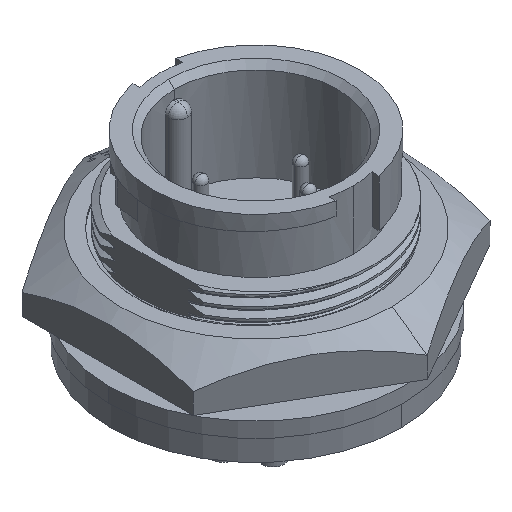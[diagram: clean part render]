
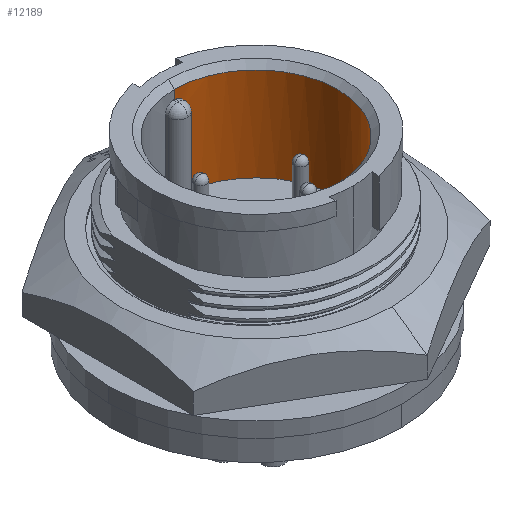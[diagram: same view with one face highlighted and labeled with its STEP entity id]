
A CAD part, isometric view. The second image highlights one B-rep face of the part: STEP entity #12189.
In plain terms, the highlighted cylindrical face has radius 6.985 mm (diameter 13.97 mm), a partial arc.
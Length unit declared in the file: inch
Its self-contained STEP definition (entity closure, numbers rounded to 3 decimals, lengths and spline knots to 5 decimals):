
#465 = DIRECTION ( 'NONE',  ( 0., -1., 0. ) ) ;
#622 = ORIENTED_EDGE ( 'NONE', *, *, #13878, .F. ) ;
#677 = ORIENTED_EDGE ( 'NONE', *, *, #2077, .T. ) ;
#1067 = CARTESIAN_POINT ( 'NONE',  ( 0.0325, 0.27307, -0.08 ) ) ;
#1314 = EDGE_CURVE ( 'NONE', #14029, #19642, #2702, .T. ) ;
#1362 = CARTESIAN_POINT ( 'NONE',  ( 0., 0., 0. ) ) ;
#1580 = CARTESIAN_POINT ( 'NONE',  ( 0.0325, 0.27307, -0.335 ) ) ;
#1582 = CARTESIAN_POINT ( 'NONE',  ( 0., 0., -0.05 ) ) ;
#2077 = EDGE_CURVE ( 'NONE', #6655, #16273, #16032, .T. ) ;
#2137 = CARTESIAN_POINT ( 'NONE',  ( 0.0025, 0.27499, -0.05 ) ) ;
#2543 = EDGE_CURVE ( 'NONE', #19642, #19840, #6265, .T. ) ;
#2574 = DIRECTION ( 'NONE',  ( 0., 0., 1. ) ) ;
#2702 = LINE ( 'NONE', #18885, #20513 ) ;
#2720 = CARTESIAN_POINT ( 'NONE',  ( 0.01036, 0.27483, -0.05078 ) ) ;
#3330 = DIRECTION ( 'NONE',  ( 0., 1., 0. ) ) ;
#3586 = AXIS2_PLACEMENT_3D ( 'NONE', #1362, #20322, #8200 ) ;
#3836 = CARTESIAN_POINT ( 'NONE',  ( 0., -0.275, -0.02 ) ) ;
#4224 = DIRECTION ( 'NONE',  ( 0., 0., 1. ) ) ;
#4608 = CIRCLE ( 'NONE', #12198, 0.275 ) ;
#4845 = ORIENTED_EDGE ( 'NONE', *, *, #16011, .F. ) ;
#6265 = CIRCLE ( 'NONE', #10601, 0.275 ) ;
#6655 = VERTEX_POINT ( 'NONE', #2137 ) ;
#6950 = EDGE_CURVE ( 'NONE', #16273, #12290, #12398, .T. ) ;
#7614 = ORIENTED_EDGE ( 'NONE', *, *, #1314, .T. ) ;
#7736 = VECTOR ( 'NONE', #4224, 39.37008 ) ;
#7774 = CARTESIAN_POINT ( 'NONE',  ( 0., 0.275, -0.02 ) ) ;
#7797 = VECTOR ( 'NONE', #20599, 39.37008 ) ;
#7888 = CARTESIAN_POINT ( 'NONE',  ( 0.0025, 0.27499, -0.05 ) ) ;
#7934 = CARTESIAN_POINT ( 'NONE',  ( 0.0325, 0.27307, -0.08 ) ) ;
#8191 = ORIENTED_EDGE ( 'NONE', *, *, #2543, .T. ) ;
#8200 = DIRECTION ( 'NONE',  ( 0., -1., 0. ) ) ;
#8873 = CYLINDRICAL_SURFACE ( 'NONE', #3586, 0.275 ) ;
#9631 = CARTESIAN_POINT ( 'NONE',  ( 0.02094, 0.27422, -0.05602 ) ) ;
#9638 = CARTESIAN_POINT ( 'NONE',  ( 0., 0.275, 0. ) ) ;
#10302 = EDGE_LOOP ( 'NONE', ( #4845, #18347, #677, #12714, #622, #7614, #8191 ) ) ;
#10445 = VERTEX_POINT ( 'NONE', #14563 ) ;
#10601 = AXIS2_PLACEMENT_3D ( 'NONE', #21113, #10761, #465 ) ;
#10691 = EDGE_CURVE ( 'NONE', #10445, #6655, #4608, .T. ) ;
#10761 = DIRECTION ( 'NONE',  ( 0., 0., 1. ) ) ;
#11062 = AXIS2_PLACEMENT_3D ( 'NONE', #12861, #2574, #14627 ) ;
#11370 = CARTESIAN_POINT ( 'NONE',  ( 0.0325, 0.27307, -0.07207 ) ) ;
#12189 = ADVANCED_FACE ( 'NONE', ( #14009 ), #8873, .F. ) ;
#12198 = AXIS2_PLACEMENT_3D ( 'NONE', #1582, #13639, #3330 ) ;
#12290 = VERTEX_POINT ( 'NONE', #1580 ) ;
#12398 = LINE ( 'NONE', #13560, #7797 ) ;
#12714 = ORIENTED_EDGE ( 'NONE', *, *, #6950, .T. ) ;
#12861 = CARTESIAN_POINT ( 'NONE',  ( 0., 0., -0.335 ) ) ;
#13560 = CARTESIAN_POINT ( 'NONE',  ( 0.0325, 0.27307, 0.07849 ) ) ;
#13639 = DIRECTION ( 'NONE',  ( 0., 0., -1. ) ) ;
#13654 = DIRECTION ( 'NONE',  ( 0., 0., 1. ) ) ;
#13878 = EDGE_CURVE ( 'NONE', #14029, #12290, #16692, .T. ) ;
#14009 = FACE_OUTER_BOUND ( 'NONE', #10302, .T. ) ;
#14029 = VERTEX_POINT ( 'NONE', #20086 ) ;
#14563 = CARTESIAN_POINT ( 'NONE',  ( 0., 0.275, -0.05 ) ) ;
#14627 = DIRECTION ( 'NONE',  ( 0., -1., 0. ) ) ;
#15867 = LINE ( 'NONE', #9638, #7736 ) ;
#16011 = EDGE_CURVE ( 'NONE', #10445, #19840, #15867, .T. ) ;
#16032 = B_SPLINE_CURVE_WITH_KNOTS ( 'NONE', 3,
 ( #7888, #16508, #2720, #20004, #9631, #21732, #11370, #1067 ),
 .UNSPECIFIED., .F., .F.,
 ( 4, 2, 2, 4 ),
 ( 0., 0.0003, 0.0006, 0.00119 ),
 .UNSPECIFIED. ) ;
#16273 = VERTEX_POINT ( 'NONE', #7934 ) ;
#16508 = CARTESIAN_POINT ( 'NONE',  ( 0.00647, 0.27495, -0.05 ) ) ;
#16692 = CIRCLE ( 'NONE', #11062, 0.275 ) ;
#18347 = ORIENTED_EDGE ( 'NONE', *, *, #10691, .T. ) ;
#18885 = CARTESIAN_POINT ( 'NONE',  ( 0., -0.275, 0. ) ) ;
#19642 = VERTEX_POINT ( 'NONE', #3836 ) ;
#19840 = VERTEX_POINT ( 'NONE', #7774 ) ;
#20004 = CARTESIAN_POINT ( 'NONE',  ( 0.01762, 0.27446, -0.05379 ) ) ;
#20086 = CARTESIAN_POINT ( 'NONE',  ( 0., -0.275, -0.335 ) ) ;
#20322 = DIRECTION ( 'NONE',  ( 0., 0., 1. ) ) ;
#20513 = VECTOR ( 'NONE', #13654, 39.37008 ) ;
#20599 = DIRECTION ( 'NONE',  ( 0., 0., -1. ) ) ;
#21113 = CARTESIAN_POINT ( 'NONE',  ( 0., 0., -0.02 ) ) ;
#21732 = CARTESIAN_POINT ( 'NONE',  ( 0.02923, 0.2735, -0.0643 ) ) ;
